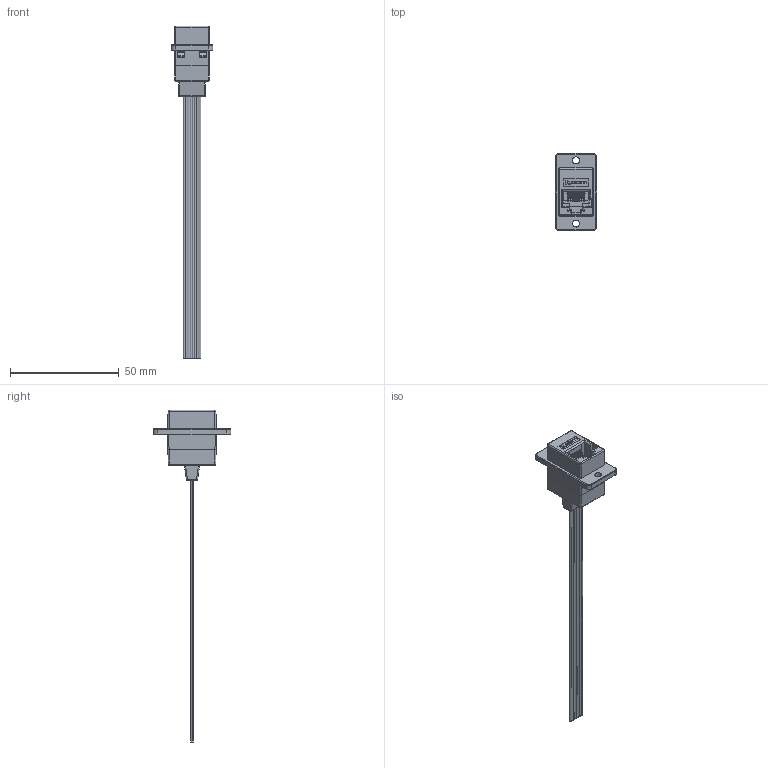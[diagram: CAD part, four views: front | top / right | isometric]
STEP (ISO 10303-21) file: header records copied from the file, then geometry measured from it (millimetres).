
FILE_DESCRIPTION (( 'STEP AP214' ), '1' );
FILE_NAME ('ECJ5048-L_3D.STEP', '2021-07-14T20:19:54', ( '' ), ( '' ), 'SwSTEP 2.0', 'SolidWorks 2020', '' );
FILE_SCHEMA (( 'AUTOMOTIVE_DESIGN' ));
Length unit declared in the file: millimetre
Products named in the file (10): 1AG02-001___; 1AG01-354_with flange; 1AG01-358; ECJ5048-L_3D; 1AG02-002___; ECJ504-6-MA1; 1BC01-113_1BC01-115; ECF5048SK-MA1___; 1AG01-051___; ECF5048SK-FA1_ECJ5048-FA1
Assembly tree (22 placements, depth 4):
  ECJ5048-L_3D
    1AG01-354_with flange
    1AG01-358
    ECJ504-6-MA1  x8
    ECF5048SK-FA1_ECJ5048-FA1
      1BC01-113_1BC01-115
      ECF5048SK-MA1___
        1AG01-051___
        1AG02-002___  x4
        1AG02-001___  x4
Bounding box: 19.04 x 35.55 x 152.35 mm (x, y, z)
Volume: 5747.8 mm3; surface area: 11206.3 mm2
Topology: 20 solids, 20 shells, 1740 faces, 4495 edges, 2926 vertices
Faces by surface type: plane 1092, bspline 370, cylinder 246, sphere 18, cone 10, torus 4
Entity records: 69777 total; most frequent: CARTESIAN_POINT 31100, ORIENTED_EDGE 8378, DIRECTION 6197, EDGE_CURVE 4189, LINE 3007, VECTOR 3007, VERTEX_POINT 2754, EDGE_LOOP 1771
